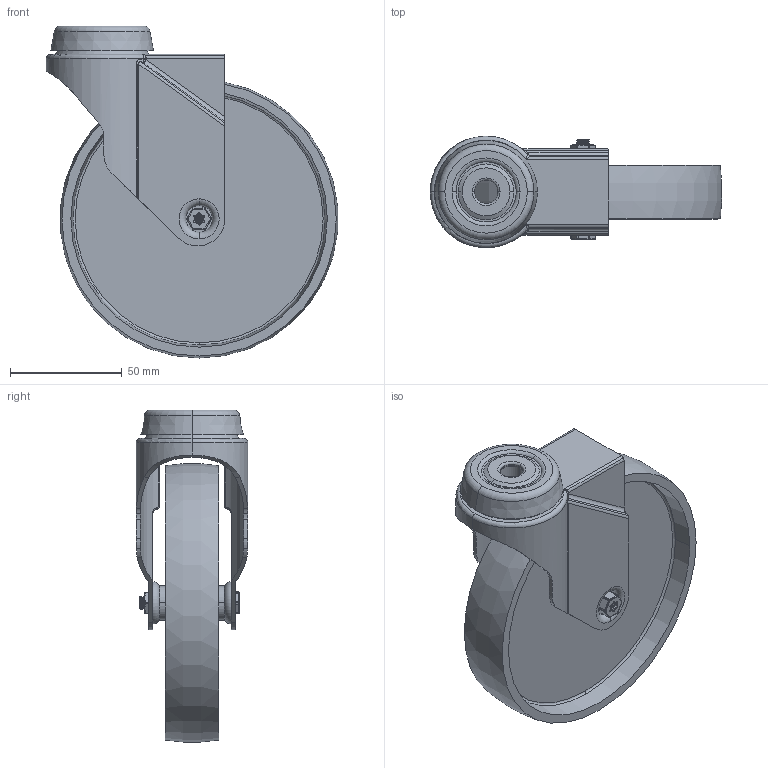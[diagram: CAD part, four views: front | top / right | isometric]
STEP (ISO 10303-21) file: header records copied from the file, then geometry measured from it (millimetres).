
FILE_DESCRIPTION(('STEP AP203'),'1');
FILE_NAME('BZRA125PLBH10.STEP','2023-06-14T10:17:46',(' '),(' '),'Spatial InterOp 3D',' ',' ');
FILE_SCHEMA(('CONFIG_CONTROL_DESIGN'));
Length unit declared in the file: metre
Products named in the file (12): BZRA125ASBH10; ZINC PLATED PRESSED STEEL FORKS; ZINC PLATED PRESSED STEEL HEAD; BZRA125PLBH10; BZL125WPL; POLYPROPYLENE WHEEL; BOLTBZRA6MM; ZINC PLATED AXLE BOLT; TUBEM8X30; ZINC PLATED AXLE TUBE; NM6GR8HALFGR8; ZINC PLATED LOCKING NUT
Assembly tree (11 placements, depth 3):
  BZRA125PLBH10
    BZRA125ASBH10
      ZINC PLATED PRESSED STEEL FORKS
      ZINC PLATED PRESSED STEEL HEAD
    BZL125WPL
      POLYPROPYLENE WHEEL
    BOLTBZRA6MM
      ZINC PLATED AXLE BOLT
    TUBEM8X30
      ZINC PLATED AXLE TUBE
    NM6GR8HALFGR8
      ZINC PLATED LOCKING NUT
Bounding box: 130.62 x 50 x 148.89 mm (x, y, z)
Volume: 146443.8 mm3; surface area: 76943.7 mm2
Topology: 6 solids, 6 shells, 379 faces, 944 edges, 588 vertices
Faces by surface type: cylinder 169, torus 72, plane 59, bspline 41, cone 36, sphere 2
Entity records: 33533 total; most frequent: CARTESIAN_POINT 23979, DIRECTION 1942, ORIENTED_EDGE 1872, EDGE_CURVE 936, AXIS2_PLACEMENT_3D 844, VERTEX_POINT 588, CIRCLE 463, EDGE_LOOP 412
